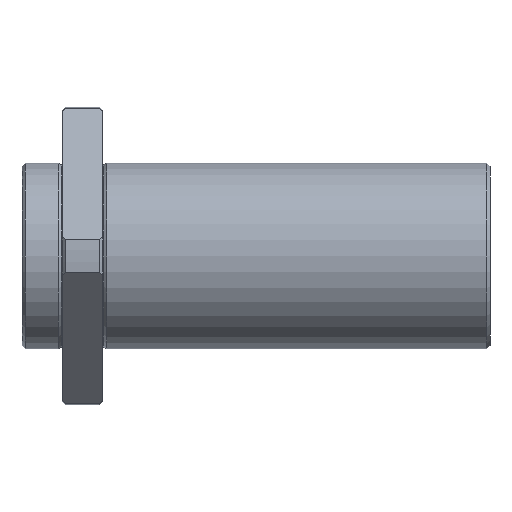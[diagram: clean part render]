
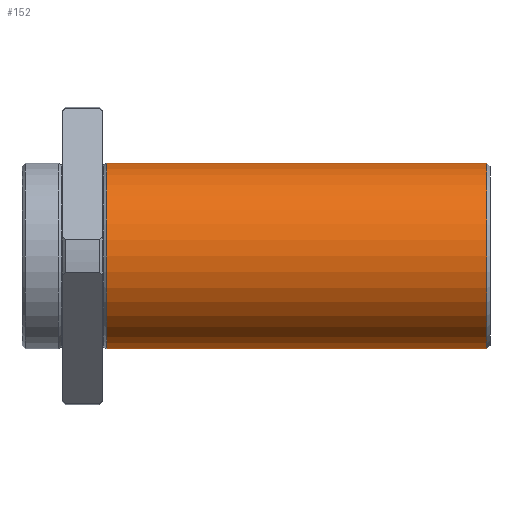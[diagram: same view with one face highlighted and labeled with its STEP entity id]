
A CAD part, front view. The second image highlights one B-rep face of the part: STEP entity #152.
In plain terms, the highlighted cylindrical face has radius 30 mm (diameter 60 mm), a full revolution.
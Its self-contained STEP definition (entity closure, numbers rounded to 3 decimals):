
#152 = ADVANCED_FACE( '', ( #329, #330 ), #331, .T. );
#329 = FACE_OUTER_BOUND( '', #515, .T. );
#330 = FACE_OUTER_BOUND( '', #516, .T. );
#331 = CYLINDRICAL_SURFACE( '', #517, 30. );
#515 = EDGE_LOOP( '', ( #807 ) );
#516 = EDGE_LOOP( '', ( #808 ) );
#517 = AXIS2_PLACEMENT_3D( '', #809, #810, #811 );
#807 = ORIENTED_EDGE( '', *, *, #1014, .T. );
#808 = ORIENTED_EDGE( '', *, *, #938, .F. );
#809 = CARTESIAN_POINT( '', ( 151., 0., 0. ) );
#810 = DIRECTION( '', ( -1., 0., 0. ) );
#811 = DIRECTION( '', ( 0., 0., -1. ) );
#938 = EDGE_CURVE( '', #1079, #1079, #1080, .T. );
#1014 = EDGE_CURVE( '', #1196, #1196, #1197, .T. );
#1079 = VERTEX_POINT( '', #1288 );
#1080 = CIRCLE( '', #1289, 30. );
#1196 = VERTEX_POINT( '', #1446 );
#1197 = CIRCLE( '', #1447, 30. );
#1288 = CARTESIAN_POINT( '', ( 150., 0., -30. ) );
#1289 = AXIS2_PLACEMENT_3D( '', #1509, #1510, #1511 );
#1446 = CARTESIAN_POINT( '', ( 27.3, 0., -30. ) );
#1447 = AXIS2_PLACEMENT_3D( '', #1619, #1620, #1621 );
#1509 = CARTESIAN_POINT( '', ( 150., 0., 0. ) );
#1510 = DIRECTION( '', ( 1., 0., 0. ) );
#1511 = DIRECTION( '', ( 0., 0., -1. ) );
#1619 = CARTESIAN_POINT( '', ( 27.3, 0., 0. ) );
#1620 = DIRECTION( '', ( 1., 0., 0. ) );
#1621 = DIRECTION( '', ( 0., 0., -1. ) );
